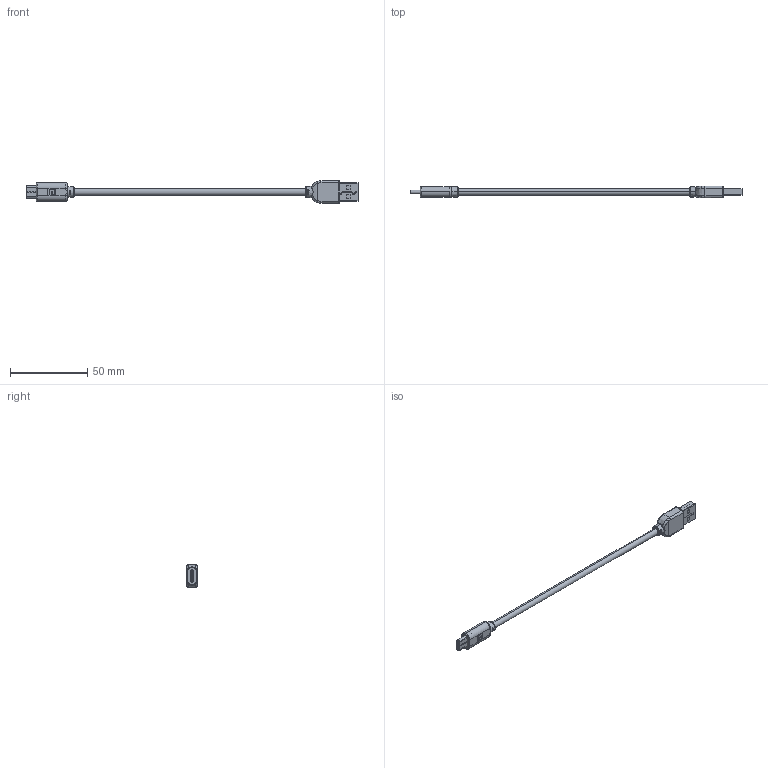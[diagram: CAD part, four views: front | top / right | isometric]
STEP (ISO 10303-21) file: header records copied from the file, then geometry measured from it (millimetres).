
FILE_DESCRIPTION (( 'STEP AP203' ), '1' );
FILE_NAME ('10-03677.STEP', '2020-06-22T21:34:11', ( '' ), ( '' ), 'SwSTEP 2.0', 'SolidWorks 2015', '' );
FILE_SCHEMA (( 'CONFIG_CONTROL_DESIGN' ));
Length unit declared in the file: millimetre
Products named in the file (10): 10-03677; 24-00331; 50-00477; 50-00574_insulator; 50-00574; 24-00113; 50-00574_shell; 50-00574_power contact; 30-01385_blunt cut; 50-00574_data contact
Assembly tree (11 placements, depth 3):
  10-03677
    24-00113
    50-00477
    30-01385_blunt cut
    24-00331
    50-00574
      50-00574_shell
      50-00574_insulator
      50-00574_power contact  x2
      50-00574_data contact  x2
Bounding box: 215.15 x 7.5 x 14.5 mm (x, y, z)
Volume: 6787.6 mm3; surface area: 22253.2 mm2
Topology: 56 solids, 56 shells, 1731 faces, 4435 edges, 2807 vertices
Faces by surface type: plane 973, cylinder 529, bspline 127, sphere 72, torus 21, cone 9
Entity records: 55642 total; most frequent: CARTESIAN_POINT 14805, ORIENTED_EDGE 8468, DIRECTION 7886, EDGE_CURVE 4234, LINE 2806, VECTOR 2806, VERTEX_POINT 2695, AXIS2_PLACEMENT_3D 2540
